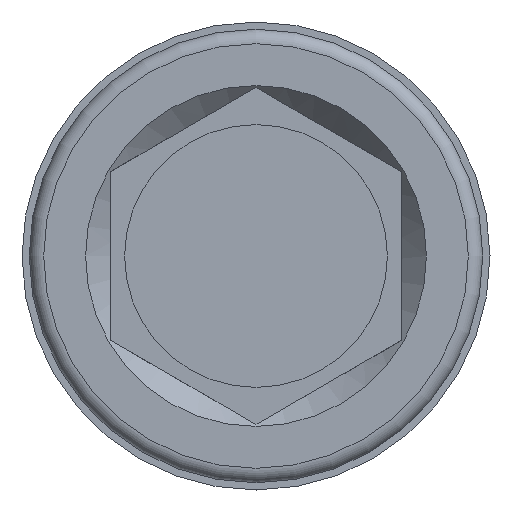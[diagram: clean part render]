
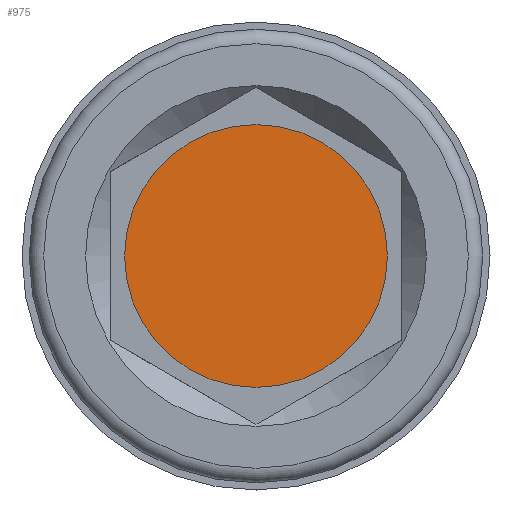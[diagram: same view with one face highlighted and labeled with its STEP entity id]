
A CAD part, left-side view. The second image highlights one B-rep face of the part: STEP entity #975.
In plain terms, the highlighted planar face has unit normal (-1, 0, 0).
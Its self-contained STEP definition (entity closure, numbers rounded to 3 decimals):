
#162=PLANE('',#1051);
#226=FACE_OUTER_BOUND('',#299,.T.);
#299=EDGE_LOOP('',(#691));
#402=CIRCLE('',#1050,4.55);
#464=VERTEX_POINT('',#1492);
#558=EDGE_CURVE('',#464,#464,#402,.T.);
#691=ORIENTED_EDGE('',*,*,#558,.T.);
#975=ADVANCED_FACE('',(#226),#162,.T.);
#1050=AXIS2_PLACEMENT_3D('',#1493,#1188,#1189);
#1051=AXIS2_PLACEMENT_3D('',#1494,#1190,#1191);
#1188=DIRECTION('center_axis',(-1.,0.,0.));
#1189=DIRECTION('ref_axis',(0.,-1.,0.));
#1190=DIRECTION('center_axis',(-1.,0.,0.));
#1191=DIRECTION('ref_axis',(0.,-1.,0.));
#1492=CARTESIAN_POINT('',(26.,-4.55,0.));
#1493=CARTESIAN_POINT('Origin',(26.,0.,0.));
#1494=CARTESIAN_POINT('Origin',(26.,0.,0.));
